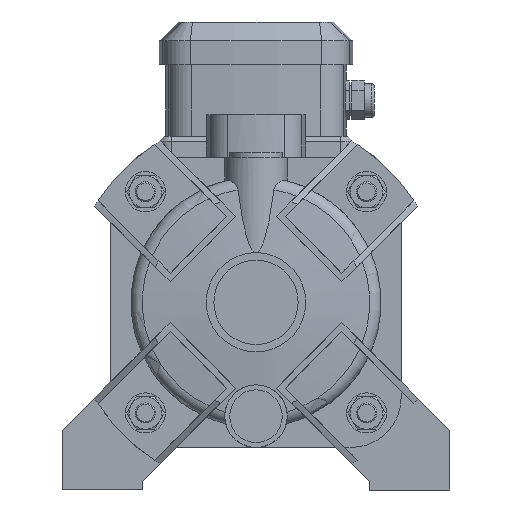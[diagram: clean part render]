
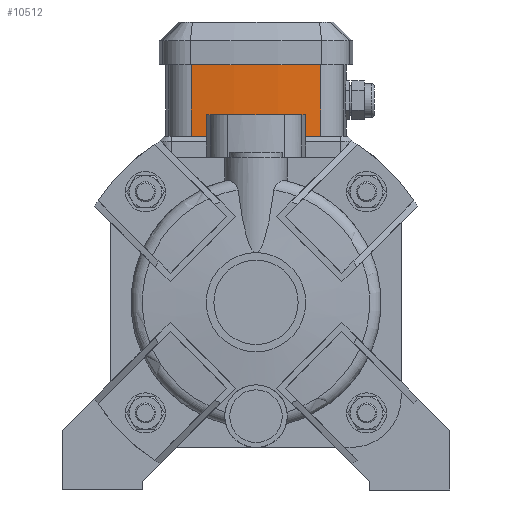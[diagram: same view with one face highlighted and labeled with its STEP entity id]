
A CAD part, left-side view. The second image highlights one B-rep face of the part: STEP entity #10512.
In plain terms, the highlighted cylindrical face has radius 229.062 mm (diameter 458.125 mm), a partial arc.
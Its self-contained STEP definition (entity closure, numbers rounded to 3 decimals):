
#1216=LINE('',#19198,#2019);
#1220=LINE('',#19205,#2023);
#2019=VECTOR('',#14462,10.);
#2023=VECTOR('',#14472,10.);
#3054=FACE_OUTER_BOUND('',#3747,.T.);
#3747=EDGE_LOOP('',(#9705,#9706,#9707,#9708));
#4220=CIRCLE('',#11522,229.062);
#4254=CIRCLE('',#11578,229.062);
#5218=VERTEX_POINT('',#18989);
#5219=VERTEX_POINT('',#18991);
#5254=VERTEX_POINT('',#19178);
#5255=VERTEX_POINT('',#19180);
#6686=EDGE_CURVE('',#5218,#5219,#4220,.T.);
#6739=EDGE_CURVE('',#5255,#5254,#4254,.T.);
#6748=EDGE_CURVE('',#5219,#5254,#1216,.T.);
#6752=EDGE_CURVE('',#5255,#5218,#1220,.T.);
#9705=ORIENTED_EDGE('',*,*,#6748,.F.);
#9706=ORIENTED_EDGE('',*,*,#6686,.F.);
#9707=ORIENTED_EDGE('',*,*,#6752,.F.);
#9708=ORIENTED_EDGE('',*,*,#6739,.T.);
#9911=CYLINDRICAL_SURFACE('',#11592,229.062);
#10512=ADVANCED_FACE('',(#3054),#9911,.T.);
#11522=AXIS2_PLACEMENT_3D('',#18992,#14306,#14307);
#11578=AXIS2_PLACEMENT_3D('',#19181,#14436,#14437);
#11592=AXIS2_PLACEMENT_3D('',#19207,#14475,#14476);
#14306=DIRECTION('center_axis',(0.,0.,-1.));
#14307=DIRECTION('ref_axis',(-0.989,0.147,0.));
#14436=DIRECTION('center_axis',(0.,0.,-1.));
#14437=DIRECTION('ref_axis',(-0.989,0.147,0.));
#14462=DIRECTION('',(0.,0.,1.));
#14472=DIRECTION('',(0.,0.,-1.));
#14475=DIRECTION('center_axis',(0.,0.,1.));
#14476=DIRECTION('ref_axis',(-0.989,0.147,0.));
#18989=CARTESIAN_POINT('',(62.477,-25.971,141.4));
#18991=CARTESIAN_POINT('',(62.477,25.971,141.4));
#18992=CARTESIAN_POINT('Origin',(290.062,0.,
141.4));
#19178=CARTESIAN_POINT('',(62.477,25.971,169.9));
#19180=CARTESIAN_POINT('',(62.477,-25.971,169.9));
#19181=CARTESIAN_POINT('Origin',(290.062,0.,
169.9));
#19198=CARTESIAN_POINT('',(62.477,25.971,141.4));
#19205=CARTESIAN_POINT('',(62.477,-25.971,141.4));
#19207=CARTESIAN_POINT('Origin',(290.062,0.,
141.4));
